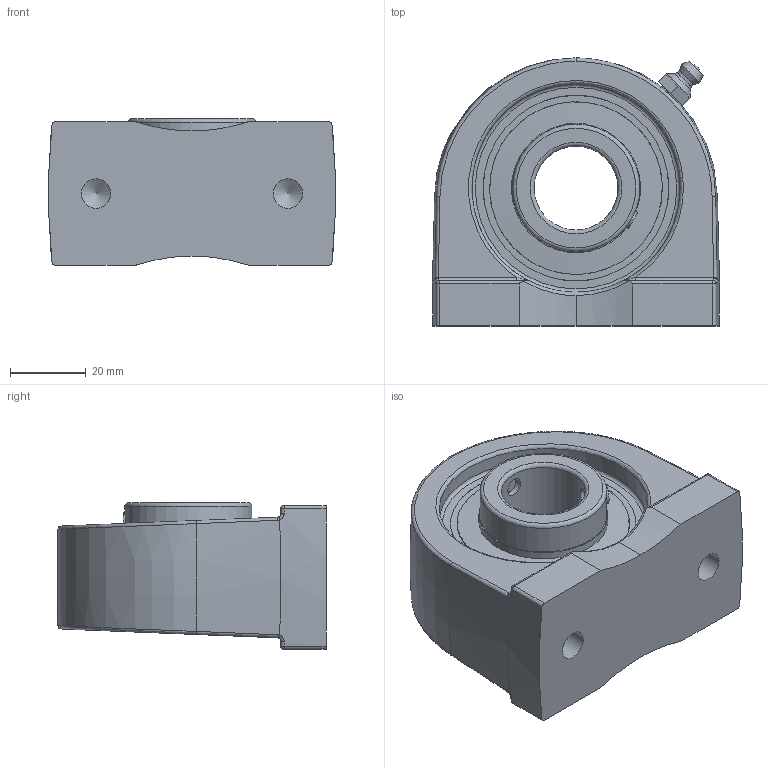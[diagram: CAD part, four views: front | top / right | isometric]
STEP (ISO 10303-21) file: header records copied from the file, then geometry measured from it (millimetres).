
FILE_DESCRIPTION(('HOOPS Exchange Step'),'2;1');
FILE_NAME('export-8FC1E412-A35E-4E32-B56A-74E87CF90893.stp','2019-12-13T16:43:39+16:00',('ibuslach'),('Alibre'),'HOOPS Exchange 2019.2','Alibre','Unknown authorisation');
FILE_SCHEMA( ('AP242_MANAGED_MODEL_BASED_3D_ENGINEERING_MIM_LF {1 0 10303 442 1 1 4 }') );
Length unit declared in the file: centimetre
Products named in the file (7): SUC 205-14 RACES; 205 SS; SUC 205-16 SHIELD; MRN SUC 205-14; MRN SPA 205; UCP ZERK 6mm; MRN SUCPA 205-14
Assembly tree (8 placements, depth 3):
  MRN SUCPA 205-14
    MRN SUC 205-14
      SUC 205-14 RACES
      205 SS  x2
      SUC 205-16 SHIELD  x2
    MRN SPA 205
    UCP ZERK 6mm
Bounding box: 76 x 71 x 38.8 mm (x, y, z)
Volume: 103202.6 mm3; surface area: 37040 mm2
Topology: 8 solids, 8 shells, 186 faces, 492 edges, 313 vertices
Faces by surface type: plane 55, cylinder 52, bspline 28, cone 20, torus 19, sphere 12
Full cylindrical faces by diameter (mm): 1.504 x2, 4.917 x4, 6 x2, 7.798 x2, 22.225 x1, 33.655 x1, 33.68 x2, 34.188 x2, 45.72 x3, 55.143 x2
Entity records: 11870 total; most frequent: CARTESIAN_POINT 7676, ORIENTED_EDGE 868, DIRECTION 818, EDGE_CURVE 434, AXIS2_PLACEMENT_3D 346, VERTEX_POINT 282, EDGE_LOOP 190, FACE_BOUND 190
